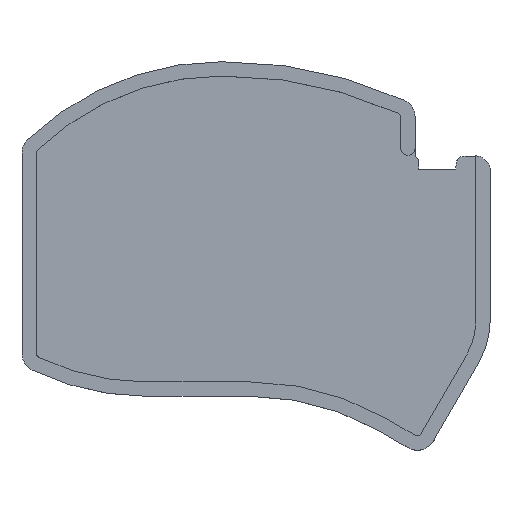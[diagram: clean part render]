
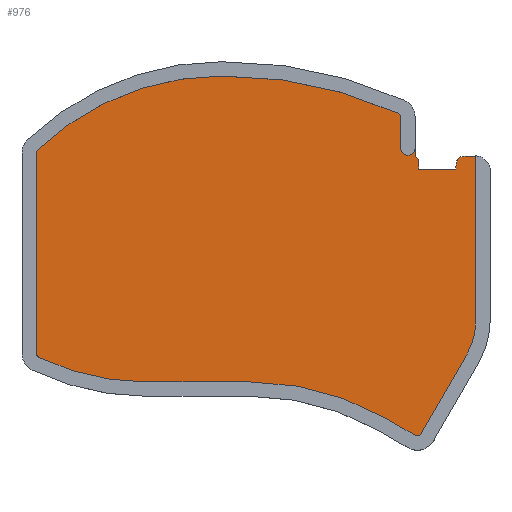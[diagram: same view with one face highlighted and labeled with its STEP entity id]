
A CAD part, top view. The second image highlights one B-rep face of the part: STEP entity #976.
In plain terms, the highlighted planar face has unit normal (0, 0, 1).
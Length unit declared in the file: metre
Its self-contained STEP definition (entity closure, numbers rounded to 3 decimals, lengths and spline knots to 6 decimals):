
#42=B_SPLINE_CURVE_WITH_KNOTS('',3,(#1469,#1470,#1471,#1472,#1473),
 .UNSPECIFIED.,.F.,.F.,(4,1,4),(0.072714,0.47985,1.),
 .UNSPECIFIED.);
#43=B_SPLINE_CURVE_WITH_KNOTS('',3,(#1478,#1479,#1480,#1481,#1482),
 .UNSPECIFIED.,.F.,.F.,(4,1,4),(0.,0.527517,1.),.UNSPECIFIED.);
#48=CIRCLE('',#1049,0.0023);
#49=CIRCLE('',#1050,0.001795);
#50=CIRCLE('',#1051,0.00106);
#51=CIRCLE('',#1052,0.105386);
#52=CIRCLE('',#1053,0.06663);
#53=CIRCLE('',#1054,0.00106);
#54=CIRCLE('',#1055,0.00106);
#55=CIRCLE('',#1056,0.06238);
#56=CIRCLE('',#1057,0.067675);
#57=CIRCLE('',#1058,0.00106);
#58=CIRCLE('',#1059,0.016062);
#102=ORIENTED_EDGE('',*,*,#388,.F.);
#103=ORIENTED_EDGE('',*,*,#389,.T.);
#104=ORIENTED_EDGE('',*,*,#390,.T.);
#105=ORIENTED_EDGE('',*,*,#391,.T.);
#106=ORIENTED_EDGE('',*,*,#392,.F.);
#107=ORIENTED_EDGE('',*,*,#393,.F.);
#108=ORIENTED_EDGE('',*,*,#394,.T.);
#109=ORIENTED_EDGE('',*,*,#395,.T.);
#110=ORIENTED_EDGE('',*,*,#396,.T.);
#111=ORIENTED_EDGE('',*,*,#397,.T.);
#112=ORIENTED_EDGE('',*,*,#398,.T.);
#113=ORIENTED_EDGE('',*,*,#399,.T.);
#114=ORIENTED_EDGE('',*,*,#400,.T.);
#115=ORIENTED_EDGE('',*,*,#401,.T.);
#116=ORIENTED_EDGE('',*,*,#402,.T.);
#117=ORIENTED_EDGE('',*,*,#403,.T.);
#118=ORIENTED_EDGE('',*,*,#404,.T.);
#119=ORIENTED_EDGE('',*,*,#405,.T.);
#120=ORIENTED_EDGE('',*,*,#406,.T.);
#121=ORIENTED_EDGE('',*,*,#407,.T.);
#122=ORIENTED_EDGE('',*,*,#408,.T.);
#123=ORIENTED_EDGE('',*,*,#409,.T.);
#124=ORIENTED_EDGE('',*,*,#410,.T.);
#125=ORIENTED_EDGE('',*,*,#411,.T.);
#126=ORIENTED_EDGE('',*,*,#412,.F.);
#388=EDGE_CURVE('',#531,#532,#631,.T.);
#389=EDGE_CURVE('',#531,#532,#48,.T.);
#390=EDGE_CURVE('',#533,#534,#42,.T.);
#391=EDGE_CURVE('',#534,#535,#632,.T.);
#392=EDGE_CURVE('',#536,#535,#43,.T.);
#393=EDGE_CURVE('',#537,#536,#633,.T.);
#394=EDGE_CURVE('',#537,#538,#49,.F.);
#395=EDGE_CURVE('',#538,#539,#634,.T.);
#396=EDGE_CURVE('',#539,#540,#50,.F.);
#397=EDGE_CURVE('',#540,#541,#51,.F.);
#398=EDGE_CURVE('',#541,#542,#52,.F.);
#399=EDGE_CURVE('',#542,#543,#53,.F.);
#400=EDGE_CURVE('',#543,#544,#635,.T.);
#401=EDGE_CURVE('',#544,#545,#636,.T.);
#402=EDGE_CURVE('',#545,#546,#637,.T.);
#403=EDGE_CURVE('',#546,#547,#54,.F.);
#404=EDGE_CURVE('',#547,#548,#55,.F.);
#405=EDGE_CURVE('',#548,#549,#638,.F.);
#406=EDGE_CURVE('',#549,#550,#56,.T.);
#407=EDGE_CURVE('',#550,#551,#639,.T.);
#408=EDGE_CURVE('',#551,#552,#57,.F.);
#409=EDGE_CURVE('',#552,#553,#640,.T.);
#410=EDGE_CURVE('',#553,#554,#58,.F.);
#411=EDGE_CURVE('',#554,#555,#641,.T.);
#412=EDGE_CURVE('',#533,#555,#642,.T.);
#531=VERTEX_POINT('',#1466);
#532=VERTEX_POINT('',#1467);
#533=VERTEX_POINT('',#1474);
#534=VERTEX_POINT('',#1475);
#535=VERTEX_POINT('',#1477);
#536=VERTEX_POINT('',#1483);
#537=VERTEX_POINT('',#1485);
#538=VERTEX_POINT('',#1487);
#539=VERTEX_POINT('',#1489);
#540=VERTEX_POINT('',#1491);
#541=VERTEX_POINT('',#1493);
#542=VERTEX_POINT('',#1495);
#543=VERTEX_POINT('',#1497);
#544=VERTEX_POINT('',#1499);
#545=VERTEX_POINT('',#1501);
#546=VERTEX_POINT('',#1503);
#547=VERTEX_POINT('',#1505);
#548=VERTEX_POINT('',#1507);
#549=VERTEX_POINT('',#1509);
#550=VERTEX_POINT('',#1511);
#551=VERTEX_POINT('',#1513);
#552=VERTEX_POINT('',#1515);
#553=VERTEX_POINT('',#1517);
#554=VERTEX_POINT('',#1519);
#555=VERTEX_POINT('',#1521);
#631=LINE('',#1465,#714);
#632=LINE('',#1476,#715);
#633=LINE('',#1484,#716);
#634=LINE('',#1488,#717);
#635=LINE('',#1498,#718);
#636=LINE('',#1500,#719);
#637=LINE('',#1502,#720);
#638=LINE('',#1508,#721);
#639=LINE('',#1512,#722);
#640=LINE('',#1516,#723);
#641=LINE('',#1520,#724);
#642=LINE('',#1522,#725);
#714=VECTOR('',#1162,1.);
#715=VECTOR('',#1165,1.);
#716=VECTOR('',#1166,1.);
#717=VECTOR('',#1169,1.);
#718=VECTOR('',#1178,1.);
#719=VECTOR('',#1179,1.);
#720=VECTOR('',#1180,1.);
#721=VECTOR('',#1185,1.);
#722=VECTOR('',#1188,1.);
#723=VECTOR('',#1191,1.);
#724=VECTOR('',#1194,1.);
#725=VECTOR('',#1195,1.);
#797=EDGE_LOOP('',(#102,#103));
#798=EDGE_LOOP('',(#104,#105,#106,#107,#108,#109,#110,#111,#112,#113,#114,
#115,#116,#117,#118,#119,#120,#121,#122,#123,#124,#125,#126));
#872=FACE_BOUND('',#797,.T.);
#873=FACE_BOUND('',#798,.T.);
#947=PLANE('',#1048);
#976=ADVANCED_FACE('',(#872,#873),#947,.F.);
#1048=AXIS2_PLACEMENT_3D('',#1464,#1160,#1161);
#1049=AXIS2_PLACEMENT_3D('',#1468,#1163,#1164);
#1050=AXIS2_PLACEMENT_3D('',#1486,#1167,#1168);
#1051=AXIS2_PLACEMENT_3D('',#1490,#1170,#1171);
#1052=AXIS2_PLACEMENT_3D('',#1492,#1172,#1173);
#1053=AXIS2_PLACEMENT_3D('',#1494,#1174,#1175);
#1054=AXIS2_PLACEMENT_3D('',#1496,#1176,#1177);
#1055=AXIS2_PLACEMENT_3D('',#1504,#1181,#1182);
#1056=AXIS2_PLACEMENT_3D('',#1506,#1183,#1184);
#1057=AXIS2_PLACEMENT_3D('',#1510,#1186,#1187);
#1058=AXIS2_PLACEMENT_3D('',#1514,#1189,#1190);
#1059=AXIS2_PLACEMENT_3D('',#1518,#1192,#1193);
#1160=DIRECTION('',(0.,0.,-1.));
#1161=DIRECTION('',(1.,0.,0.));
#1162=DIRECTION('',(0.,-1.,0.));
#1163=DIRECTION('',(0.,0.,-1.));
#1164=DIRECTION('',(-1.,0.,0.));
#1165=DIRECTION('',(-1.,0.,0.));
#1166=DIRECTION('',(0.,-1.,0.));
#1167=DIRECTION('',(0.,0.,1.));
#1168=DIRECTION('',(1.,0.,0.));
#1169=DIRECTION('',(0.,1.,0.));
#1170=DIRECTION('',(0.,0.,-1.));
#1171=DIRECTION('',(-1.,0.,0.));
#1172=DIRECTION('',(0.,0.,-1.));
#1173=DIRECTION('',(-1.,0.,0.));
#1174=DIRECTION('',(0.,0.,-1.));
#1175=DIRECTION('',(-1.,0.,0.));
#1176=DIRECTION('',(0.,0.,-1.));
#1177=DIRECTION('',(-1.,0.,0.));
#1178=DIRECTION('',(0.,-1.,0.));
#1179=DIRECTION('',(0.,-1.,0.));
#1180=DIRECTION('',(0.,-1.,0.));
#1181=DIRECTION('',(0.,0.,-1.));
#1182=DIRECTION('',(-1.,0.,0.));
#1183=DIRECTION('',(0.,0.,-1.));
#1184=DIRECTION('',(-1.,0.,0.));
#1185=DIRECTION('',(-1.,0.,0.));
#1186=DIRECTION('',(0.,0.,-1.));
#1187=DIRECTION('',(-1.,0.,0.));
#1188=DIRECTION('',(0.866,-0.5,0.));
#1189=DIRECTION('',(0.,0.,-1.));
#1190=DIRECTION('',(-1.,0.,0.));
#1191=DIRECTION('',(0.5,0.866,0.));
#1192=DIRECTION('',(0.,0.,-1.));
#1193=DIRECTION('',(-1.,0.,0.));
#1194=DIRECTION('',(0.,1.,0.));
#1195=DIRECTION('',(1.,0.,0.));
#1464=CARTESIAN_POINT('',(-0.034382,-0.038064,0.00236));
#1465=CARTESIAN_POINT('',(-0.0173,-0.012274,0.00236));
#1466=CARTESIAN_POINT('',(-0.0173,-0.038048,0.00236));
#1467=CARTESIAN_POINT('',(-0.0173,-0.038079,0.00236));
#1468=CARTESIAN_POINT('',(-0.0196,-0.038064,0.00236));
#1469=CARTESIAN_POINT('',(-0.019928,-0.035914,0.00236));
#1470=CARTESIAN_POINT('',(-0.020668,-0.035941,0.00236));
#1471=CARTESIAN_POINT('',(-0.022186,-0.036369,0.00236));
#1472=CARTESIAN_POINT('',(-0.022258,-0.038181,0.00236));
#1473=CARTESIAN_POINT('',(-0.022238,-0.039234,0.00236));
#1474=CARTESIAN_POINT('',(-0.019928,-0.035914,0.00236));
#1475=CARTESIAN_POINT('',(-0.022238,-0.039234,0.00236));
#1476=CARTESIAN_POINT('',(-0.034382,-0.039234,0.00236));
#1477=CARTESIAN_POINT('',(-0.03158,-0.039234,0.00236));
#1478=CARTESIAN_POINT('',(-0.032481,-0.035914,0.00236));
#1479=CARTESIAN_POINT('',(-0.031598,-0.03664,0.00236));
#1480=CARTESIAN_POINT('',(-0.031598,-0.037732,0.00236));
#1481=CARTESIAN_POINT('',(-0.031598,-0.038358,0.00236));
#1482=CARTESIAN_POINT('',(-0.03158,-0.039234,0.00236));
#1483=CARTESIAN_POINT('',(-0.032481,-0.035914,0.00236));
#1484=CARTESIAN_POINT('',(-0.032481,-0.038064,0.00236));
#1485=CARTESIAN_POINT('',(-0.032481,-0.033957,0.00236));
#1486=CARTESIAN_POINT('',(-0.034276,-0.033957,0.00236));
#1487=CARTESIAN_POINT('',(-0.036071,-0.033957,0.00236));
#1488=CARTESIAN_POINT('',(-0.036071,-0.035314,0.00236));
#1489=CARTESIAN_POINT('',(-0.036071,-0.026189,0.00236));
#1490=CARTESIAN_POINT('',(-0.037131,-0.026189,0.00236));
#1491=CARTESIAN_POINT('',(-0.036695,-0.025223,0.00236));
#1492=CARTESIAN_POINT('',(-0.080107,-0.121251,0.00236));
#1493=CARTESIAN_POINT('',(-0.080982,-0.015869,0.00236));
#1494=CARTESIAN_POINT('',(-0.080981,-0.0825,0.00236));
#1495=CARTESIAN_POINT('',(-0.127127,-0.034436,0.00236));
#1496=CARTESIAN_POINT('',(-0.126381,-0.035189,0.00236));
#1497=CARTESIAN_POINT('',(-0.127441,-0.035189,0.00236));
#1498=CARTESIAN_POINT('',(-0.127441,-0.035189,0.00236));
#1499=CARTESIAN_POINT('',(-0.127437,-0.048285,0.00236));
#1500=CARTESIAN_POINT('',(-0.127437,-0.059576,0.00236));
#1501=CARTESIAN_POINT('',(-0.127437,-0.070866,0.00236));
#1502=CARTESIAN_POINT('',(-0.127437,-0.070866,0.00236));
#1503=CARTESIAN_POINT('',(-0.127441,-0.085437,0.00236));
#1504=CARTESIAN_POINT('',(-0.126381,-0.085438,0.00236));
#1505=CARTESIAN_POINT('',(-0.126872,-0.086377,0.00236));
#1506=CARTESIAN_POINT('',(-0.099756,-0.030199,0.00236));
#1507=CARTESIAN_POINT('',(-0.099756,-0.092579,0.00236));
#1508=CARTESIAN_POINT('',(-0.086753,-0.092579,0.00236));
#1509=CARTESIAN_POINT('',(-0.07375,-0.092579,0.00236));
#1510=CARTESIAN_POINT('',(-0.07375,-0.160254,0.00236));
#1511=CARTESIAN_POINT('',(-0.039913,-0.101646,0.00236));
#1512=CARTESIAN_POINT('',(-0.039911,-0.101647,0.00236));
#1513=CARTESIAN_POINT('',(-0.032442,-0.105959,0.00236));
#1514=CARTESIAN_POINT('',(-0.031912,-0.105041,0.00236));
#1515=CARTESIAN_POINT('',(-0.030994,-0.105571,0.00236));
#1516=CARTESIAN_POINT('',(-0.030994,-0.105571,0.00236));
#1517=CARTESIAN_POINT('',(-0.019442,-0.085563,0.00236));
#1518=CARTESIAN_POINT('',(-0.033352,-0.077532,0.00236));
#1519=CARTESIAN_POINT('',(-0.01729,-0.077532,0.00236));
#1520=CARTESIAN_POINT('',(-0.01729,-0.059203,0.00236));
#1521=CARTESIAN_POINT('',(-0.01729,-0.035914,0.00236));
#1522=CARTESIAN_POINT('',(-0.034382,-0.035914,0.00236));
